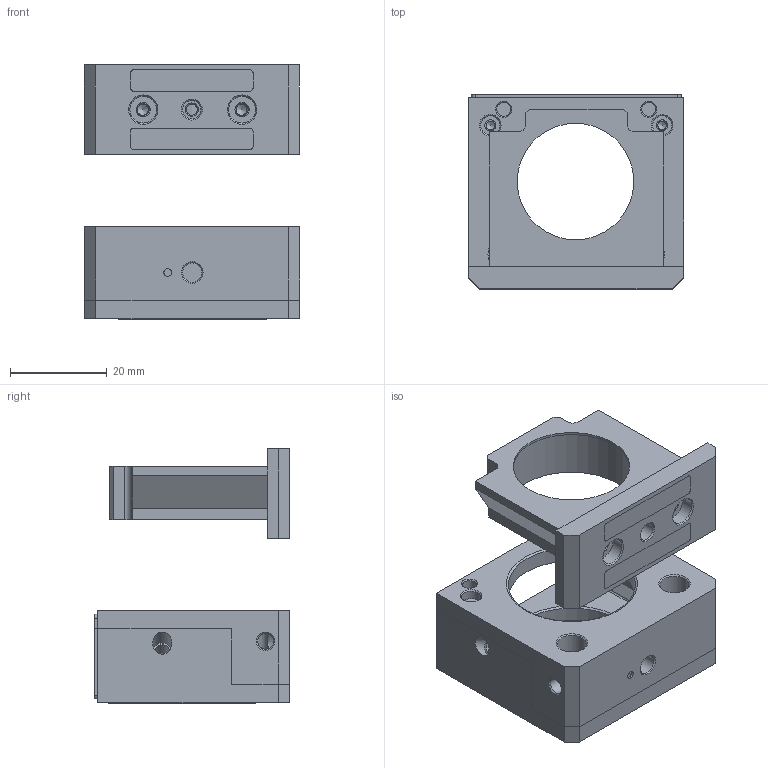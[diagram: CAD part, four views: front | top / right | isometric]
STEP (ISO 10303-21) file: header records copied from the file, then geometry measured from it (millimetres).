
FILE_DESCRIPTION(/* description */ (''),/* implementation_level */ '2;1');
FILE_NAME(/* name */ 'CFH2R_M-Step.step',/* time_stamp */ '2024-06-17T21:37:37-04:00',/* author */ (''),/* organization */ (''),/* preprocessor_version */ 'ST-DEVELOPER v20',/* originating_system */ 'Autodesk Translation Framework v12.20.1.177',/* authorisation */ '');
FILE_SCHEMA (('AUTOMOTIVE_DESIGN { 1 0 10303 214 3 1 1 }'));
Length unit declared in the file: inch
Products named in the file (1): CFH2R_M-Step
Bounding box: 44.54 x 40.26 x 52.63 mm (x, y, z)
Volume: 24363.8 mm3; surface area: 18427.9 mm2
Topology: 9 solids, 9 shells, 501 faces, 1280 edges, 839 vertices
Faces by surface type: plane 295, bspline 86, cylinder 73, cone 44, torus 3
Full cylindrical faces by diameter (mm): 1.016 x5, 1.6 x1, 1.778 x4, 2.184 x1, 2.261 x7, 2.845 x4, 2.946 x2, 3.175 x1, 3.3 x2, 3.556 x1, 3.81 x1, 3.962 x3, 3.969 x2, 3.988 x1, 5.558 x2, 6.02 x2, 6.35 x2, 24.13 x1, 26.289 x3, 28.702 x1, 32.766 x1
Entity records: 17621 total; most frequent: CARTESIAN_POINT 5259, ORIENTED_EDGE 2546, DIRECTION 2126, EDGE_CURVE 1273, LINE 896, VECTOR 896, VERTEX_POINT 839, AXIS2_PLACEMENT_3D 615
